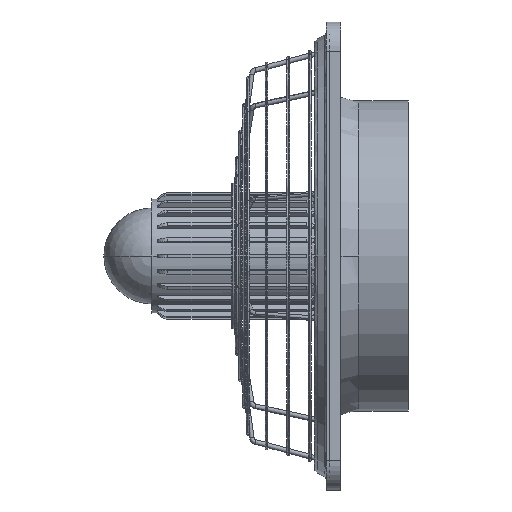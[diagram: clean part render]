
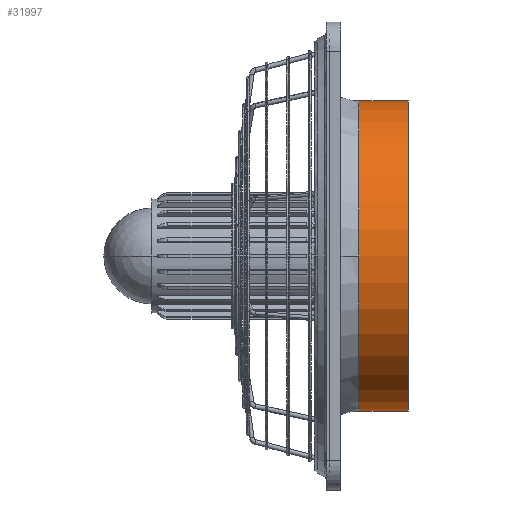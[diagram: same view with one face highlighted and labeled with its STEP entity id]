
A CAD part, front view. The second image highlights one B-rep face of the part: STEP entity #31997.
In plain terms, the highlighted cylindrical face has radius 132.5 mm (diameter 265 mm), a partial arc.
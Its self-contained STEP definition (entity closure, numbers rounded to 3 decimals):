
#533 = CIRCLE ( 'NONE', #31606, 132.5 ) ;
#728 = DIRECTION ( 'NONE',  ( 0., 0., 1. ) ) ;
#1197 = DIRECTION ( 'NONE',  ( 0., -1., 0. ) ) ;
#1277 = CARTESIAN_POINT ( 'NONE',  ( 105.1, -85.561, -132.5 ) ) ;
#2194 = EDGE_CURVE ( 'NONE', #18561, #21531, #533, .T. ) ;
#2531 = VERTEX_POINT ( 'NONE', #24455 ) ;
#2951 = ORIENTED_EDGE ( 'NONE', *, *, #2194, .F. ) ;
#3842 = LINE ( 'NONE', #18428, #22697 ) ;
#5692 = EDGE_CURVE ( 'NONE', #27974, #21531, #3842, .T. ) ;
#6108 = DIRECTION ( 'NONE',  ( 0., -1., 0. ) ) ;
#6232 = DIRECTION ( 'NONE',  ( 1., 0., 0. ) ) ;
#10903 = EDGE_CURVE ( 'NONE', #2531, #18561, #28548, .T. ) ;
#11148 = DIRECTION ( 'NONE',  ( 1., 0., 0. ) ) ;
#11162 = CARTESIAN_POINT ( 'NONE',  ( 84.1, -85.561, 0. ) ) ;
#11925 = AXIS2_PLACEMENT_3D ( 'NONE', #13767, #17009, #1197 ) ;
#12048 = CYLINDRICAL_SURFACE ( 'NONE', #24685, 132.5 ) ;
#13714 = VECTOR ( 'NONE', #28525, 1000. ) ;
#13767 = CARTESIAN_POINT ( 'NONE',  ( 63.1, -85.561, 0. ) ) ;
#15274 = EDGE_LOOP ( 'NONE', ( #33506, #30623, #19496, #2951, #22676 ) ) ;
#15934 = CARTESIAN_POINT ( 'NONE',  ( 63.1, -85.561, -132.5 ) ) ;
#16420 = CARTESIAN_POINT ( 'NONE',  ( 105.1, -85.561, 0. ) ) ;
#17009 = DIRECTION ( 'NONE',  ( 1., 0., 0. ) ) ;
#18428 = CARTESIAN_POINT ( 'NONE',  ( 84.1, -85.561, -132.5 ) ) ;
#18451 = EDGE_CURVE ( 'NONE', #29893, #27974, #25352, .T. ) ;
#18561 = VERTEX_POINT ( 'NONE', #24664 ) ;
#19056 = CARTESIAN_POINT ( 'NONE',  ( 63.1, -85.561, 0. ) ) ;
#19070 = DIRECTION ( 'NONE',  ( 0., 0., 1. ) ) ;
#19496 = ORIENTED_EDGE ( 'NONE', *, *, #5692, .T. ) ;
#20382 = AXIS2_PLACEMENT_3D ( 'NONE', #19056, #11148, #6108 ) ;
#21531 = VERTEX_POINT ( 'NONE', #1277 ) ;
#22676 = ORIENTED_EDGE ( 'NONE', *, *, #10903, .F. ) ;
#22697 = VECTOR ( 'NONE', #31770, 1000. ) ;
#23333 = CIRCLE ( 'NONE', #11925, 132.5 ) ;
#24455 = CARTESIAN_POINT ( 'NONE',  ( 63.1, -85.561, 132.5 ) ) ;
#24664 = CARTESIAN_POINT ( 'NONE',  ( 105.1, -85.561, 132.5 ) ) ;
#24685 = AXIS2_PLACEMENT_3D ( 'NONE', #11162, #6232, #19070 ) ;
#24872 = CARTESIAN_POINT ( 'NONE',  ( 63.1, -218.061, 0. ) ) ;
#25352 = CIRCLE ( 'NONE', #20382, 132.5 ) ;
#26069 = FACE_OUTER_BOUND ( 'NONE', #15274, .T. ) ;
#27246 = DIRECTION ( 'NONE',  ( 1., 0., 0. ) ) ;
#27974 = VERTEX_POINT ( 'NONE', #15934 ) ;
#28525 = DIRECTION ( 'NONE',  ( 1., 0., 0. ) ) ;
#28548 = LINE ( 'NONE', #30695, #13714 ) ;
#29687 = EDGE_CURVE ( 'NONE', #2531, #29893, #23333, .T. ) ;
#29893 = VERTEX_POINT ( 'NONE', #24872 ) ;
#30623 = ORIENTED_EDGE ( 'NONE', *, *, #18451, .T. ) ;
#30695 = CARTESIAN_POINT ( 'NONE',  ( 84.1, -85.561, 132.5 ) ) ;
#31606 = AXIS2_PLACEMENT_3D ( 'NONE', #16420, #27246, #728 ) ;
#31770 = DIRECTION ( 'NONE',  ( 1., 0., 0. ) ) ;
#31997 = ADVANCED_FACE ( 'NONE', ( #26069 ), #12048, .T. ) ;
#33506 = ORIENTED_EDGE ( 'NONE', *, *, #29687, .T. ) ;
